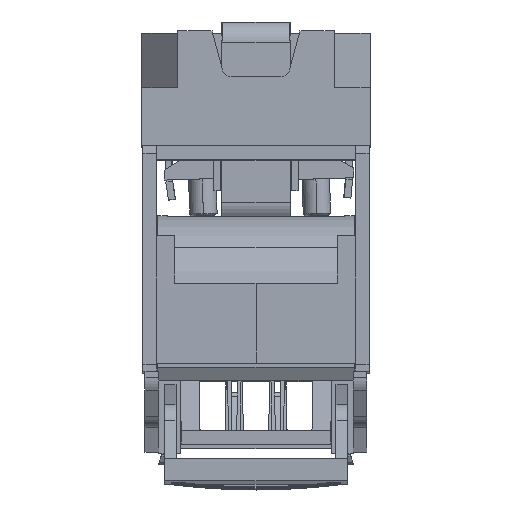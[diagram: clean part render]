
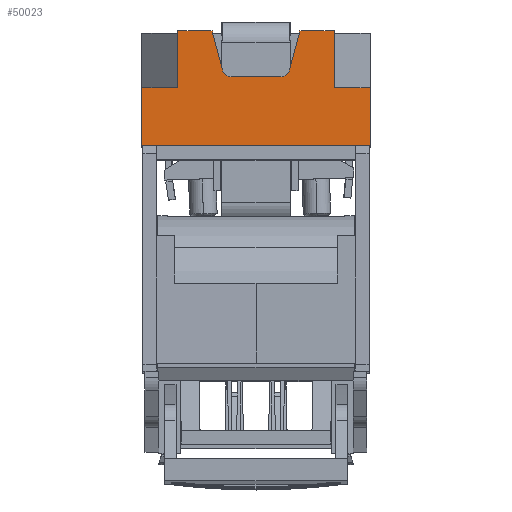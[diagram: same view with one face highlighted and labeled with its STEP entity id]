
A CAD part, top view. The second image highlights one B-rep face of the part: STEP entity #50023.
In plain terms, the highlighted planar face has unit normal (0, 0, 1).
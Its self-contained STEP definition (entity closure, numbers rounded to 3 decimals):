
#49875=AXIS2_PLACEMENT_3D('Plane Axis2P3D',#49872,#49873,#49874) ;
#49888=AXIS2_PLACEMENT_3D('Circle Axis2P3D',#49886,#49887,$) ;
#49902=AXIS2_PLACEMENT_3D('Circle Axis2P3D',#49900,#49901,$) ;
#46997=CARTESIAN_POINT('Vertex',(50.,-54.,277.5)) ;
#47000=CARTESIAN_POINT('Line Origine',(0.,-54.,277.5)) ;
#47004=CARTESIAN_POINT('Vertex',(-50.,-54.,277.5)) ;
#49833=CARTESIAN_POINT('Line Origine',(-50.,-29.,277.5)) ;
#49837=CARTESIAN_POINT('Vertex',(-50.,-29.,277.5)) ;
#49872=CARTESIAN_POINT('Axis2P3D Location',(0.,-4.,277.5)) ;
#49877=CARTESIAN_POINT('Line Origine',(16.811,-13.103,277.5)) ;
#49881=CARTESIAN_POINT('Vertex',(18.936,-5.171,277.5)) ;
#49883=CARTESIAN_POINT('Vertex',(14.685,-21.035,277.5)) ;
#49886=CARTESIAN_POINT('Axis2P3D Location',(10.822,-20.,277.5)) ;
#49890=CARTESIAN_POINT('Vertex',(10.822,-24.,277.5)) ;
#49893=CARTESIAN_POINT('Line Origine',(0.,-24.,277.5)) ;
#49897=CARTESIAN_POINT('Vertex',(-10.822,-24.,277.5)) ;
#49900=CARTESIAN_POINT('Axis2P3D Location',(-10.822,-20.,277.5)) ;
#49904=CARTESIAN_POINT('Vertex',(-14.685,-21.035,277.5)) ;
#49907=CARTESIAN_POINT('Line Origine',(-16.811,-13.103,277.5)) ;
#49911=CARTESIAN_POINT('Vertex',(-18.936,-5.171,277.5)) ;
#49914=CARTESIAN_POINT('Line Origine',(-18.936,-4.585,277.5)) ;
#49918=CARTESIAN_POINT('Vertex',(-18.936,-4.,277.5)) ;
#49921=CARTESIAN_POINT('Line Origine',(-19.093,-4.,277.5)) ;
#49925=CARTESIAN_POINT('Vertex',(-19.25,-4.,277.5)) ;
#49928=CARTESIAN_POINT('Line Origine',(-23.375,-4.,277.5)) ;
#49932=CARTESIAN_POINT('Vertex',(-27.5,-4.,277.5)) ;
#49935=CARTESIAN_POINT('Line Origine',(-30.882,-4.,277.5)) ;
#49939=CARTESIAN_POINT('Vertex',(-34.264,-4.,277.5)) ;
#49942=CARTESIAN_POINT('Line Origine',(-34.264,-16.5,277.5)) ;
#49946=CARTESIAN_POINT('Vertex',(-34.264,-29.,277.5)) ;
#49949=CARTESIAN_POINT('Line Origine',(-42.132,-29.,277.5)) ;
#49954=CARTESIAN_POINT('Line Origine',(50.,-41.5,277.5)) ;
#49958=CARTESIAN_POINT('Vertex',(50.,-29.,277.5)) ;
#49961=CARTESIAN_POINT('Line Origine',(42.132,-29.,277.5)) ;
#49965=CARTESIAN_POINT('Vertex',(34.264,-29.,277.5)) ;
#49968=CARTESIAN_POINT('Line Origine',(34.264,-16.5,277.5)) ;
#49972=CARTESIAN_POINT('Vertex',(34.264,-4.,277.5)) ;
#49975=CARTESIAN_POINT('Line Origine',(30.882,-4.,277.5)) ;
#49979=CARTESIAN_POINT('Vertex',(27.5,-4.,277.5)) ;
#49982=CARTESIAN_POINT('Line Origine',(23.375,-4.,277.5)) ;
#49986=CARTESIAN_POINT('Vertex',(19.25,-4.,277.5)) ;
#49989=CARTESIAN_POINT('Line Origine',(19.093,-4.,277.5)) ;
#49993=CARTESIAN_POINT('Vertex',(18.936,-4.,277.5)) ;
#49996=CARTESIAN_POINT('Line Origine',(18.936,-4.585,277.5)) ;
#47001=DIRECTION('Vector Direction',(1.,0.,0.)) ;
#49834=DIRECTION('Vector Direction',(0.,-1.,0.)) ;
#49873=DIRECTION('Axis2P3D Direction',(-0.,0.,1.)) ;
#49874=DIRECTION('Axis2P3D XDirection',(0.,-1.,0.)) ;
#49878=DIRECTION('Vector Direction',(-0.259,-0.966,0.)) ;
#49887=DIRECTION('Axis2P3D Direction',(-0.,0.,1.)) ;
#49894=DIRECTION('Vector Direction',(-1.,0.,0.)) ;
#49901=DIRECTION('Axis2P3D Direction',(-0.,0.,1.)) ;
#49908=DIRECTION('Vector Direction',(-0.259,0.966,0.)) ;
#49915=DIRECTION('Vector Direction',(0.,-1.,0.)) ;
#49922=DIRECTION('Vector Direction',(1.,0.,0.)) ;
#49929=DIRECTION('Vector Direction',(-1.,0.,0.)) ;
#49936=DIRECTION('Vector Direction',(1.,0.,0.)) ;
#49943=DIRECTION('Vector Direction',(0.,-1.,0.)) ;
#49950=DIRECTION('Vector Direction',(-1.,0.,0.)) ;
#49955=DIRECTION('Vector Direction',(0.,1.,0.)) ;
#49962=DIRECTION('Vector Direction',(-1.,0.,0.)) ;
#49969=DIRECTION('Vector Direction',(0.,-1.,0.)) ;
#49976=DIRECTION('Vector Direction',(1.,0.,0.)) ;
#49983=DIRECTION('Vector Direction',(-1.,0.,0.)) ;
#49990=DIRECTION('Vector Direction',(1.,0.,0.)) ;
#49997=DIRECTION('Vector Direction',(0.,-1.,0.)) ;
#47002=VECTOR('Line Direction',#47001,1.) ;
#49835=VECTOR('Line Direction',#49834,1.) ;
#49879=VECTOR('Line Direction',#49878,1.) ;
#49895=VECTOR('Line Direction',#49894,1.) ;
#49909=VECTOR('Line Direction',#49908,1.) ;
#49916=VECTOR('Line Direction',#49915,1.) ;
#49923=VECTOR('Line Direction',#49922,1.) ;
#49930=VECTOR('Line Direction',#49929,1.) ;
#49937=VECTOR('Line Direction',#49936,1.) ;
#49944=VECTOR('Line Direction',#49943,1.) ;
#49951=VECTOR('Line Direction',#49950,1.) ;
#49956=VECTOR('Line Direction',#49955,1.) ;
#49963=VECTOR('Line Direction',#49962,1.) ;
#49970=VECTOR('Line Direction',#49969,1.) ;
#49977=VECTOR('Line Direction',#49976,1.) ;
#49984=VECTOR('Line Direction',#49983,1.) ;
#49991=VECTOR('Line Direction',#49990,1.) ;
#49998=VECTOR('Line Direction',#49997,1.) ;
#50002=ORIENTED_EDGE('',*,*,#49885,.T.) ;
#50003=ORIENTED_EDGE('',*,*,#49892,.T.) ;
#50004=ORIENTED_EDGE('',*,*,#49899,.T.) ;
#50005=ORIENTED_EDGE('',*,*,#49906,.T.) ;
#50006=ORIENTED_EDGE('',*,*,#49913,.T.) ;
#50007=ORIENTED_EDGE('',*,*,#49920,.F.) ;
#50008=ORIENTED_EDGE('',*,*,#49927,.F.) ;
#50009=ORIENTED_EDGE('',*,*,#49934,.T.) ;
#50010=ORIENTED_EDGE('',*,*,#49941,.F.) ;
#50011=ORIENTED_EDGE('',*,*,#49948,.T.) ;
#50012=ORIENTED_EDGE('',*,*,#49953,.T.) ;
#50013=ORIENTED_EDGE('',*,*,#49839,.T.) ;
#50014=ORIENTED_EDGE('',*,*,#47006,.T.) ;
#50015=ORIENTED_EDGE('',*,*,#49960,.T.) ;
#50016=ORIENTED_EDGE('',*,*,#49967,.T.) ;
#50017=ORIENTED_EDGE('',*,*,#49974,.F.) ;
#50018=ORIENTED_EDGE('',*,*,#49981,.F.) ;
#50019=ORIENTED_EDGE('',*,*,#49988,.T.) ;
#50020=ORIENTED_EDGE('',*,*,#49995,.F.) ;
#50021=ORIENTED_EDGE('',*,*,#50000,.T.) ;
#50023=ADVANCED_FACE('804193_L01_NH-Leistenunterteil Gr.3  L/SL3/9/KM2G-F',(#50022),#49876,.T.) ;
#49889=CIRCLE('generated circle',#49888,4.) ;
#49903=CIRCLE('generated circle',#49902,4.) ;
#47006=EDGE_CURVE('',#47005,#46998,#47003,.T.) ;
#49839=EDGE_CURVE('',#49838,#47005,#49836,.T.) ;
#49885=EDGE_CURVE('',#49882,#49884,#49880,.T.) ;
#49892=EDGE_CURVE('',#49884,#49891,#49889,.F.) ;
#49899=EDGE_CURVE('',#49891,#49898,#49896,.T.) ;
#49906=EDGE_CURVE('',#49898,#49905,#49903,.F.) ;
#49913=EDGE_CURVE('',#49905,#49912,#49910,.T.) ;
#49920=EDGE_CURVE('',#49919,#49912,#49917,.T.) ;
#49927=EDGE_CURVE('',#49926,#49919,#49924,.T.) ;
#49934=EDGE_CURVE('',#49926,#49933,#49931,.T.) ;
#49941=EDGE_CURVE('',#49940,#49933,#49938,.T.) ;
#49948=EDGE_CURVE('',#49940,#49947,#49945,.T.) ;
#49953=EDGE_CURVE('',#49947,#49838,#49952,.T.) ;
#49960=EDGE_CURVE('',#46998,#49959,#49957,.T.) ;
#49967=EDGE_CURVE('',#49959,#49966,#49964,.T.) ;
#49974=EDGE_CURVE('',#49973,#49966,#49971,.T.) ;
#49981=EDGE_CURVE('',#49980,#49973,#49978,.T.) ;
#49988=EDGE_CURVE('',#49980,#49987,#49985,.T.) ;
#49995=EDGE_CURVE('',#49994,#49987,#49992,.T.) ;
#50000=EDGE_CURVE('',#49994,#49882,#49999,.T.) ;
#50001=EDGE_LOOP('',(#50002,#50003,#50004,#50005,#50006,#50007,#50008,#50009,#50010,#50011,#50012,#50013,#50014,#50015,#50016,#50017,#50018,#50019,#50020,#50021)) ;
#50022=FACE_OUTER_BOUND('',#50001,.T.) ;
#47003=LINE('Line',#47000,#47002) ;
#49836=LINE('Line',#49833,#49835) ;
#49880=LINE('Line',#49877,#49879) ;
#49896=LINE('Line',#49893,#49895) ;
#49910=LINE('Line',#49907,#49909) ;
#49917=LINE('Line',#49914,#49916) ;
#49924=LINE('Line',#49921,#49923) ;
#49931=LINE('Line',#49928,#49930) ;
#49938=LINE('Line',#49935,#49937) ;
#49945=LINE('Line',#49942,#49944) ;
#49952=LINE('Line',#49949,#49951) ;
#49957=LINE('Line',#49954,#49956) ;
#49964=LINE('Line',#49961,#49963) ;
#49971=LINE('Line',#49968,#49970) ;
#49978=LINE('Line',#49975,#49977) ;
#49985=LINE('Line',#49982,#49984) ;
#49992=LINE('Line',#49989,#49991) ;
#49999=LINE('Line',#49996,#49998) ;
#49876=PLANE('Plane',#49875) ;
#46998=VERTEX_POINT('',#46997) ;
#47005=VERTEX_POINT('',#47004) ;
#49838=VERTEX_POINT('',#49837) ;
#49882=VERTEX_POINT('',#49881) ;
#49884=VERTEX_POINT('',#49883) ;
#49891=VERTEX_POINT('',#49890) ;
#49898=VERTEX_POINT('',#49897) ;
#49905=VERTEX_POINT('',#49904) ;
#49912=VERTEX_POINT('',#49911) ;
#49919=VERTEX_POINT('',#49918) ;
#49926=VERTEX_POINT('',#49925) ;
#49933=VERTEX_POINT('',#49932) ;
#49940=VERTEX_POINT('',#49939) ;
#49947=VERTEX_POINT('',#49946) ;
#49959=VERTEX_POINT('',#49958) ;
#49966=VERTEX_POINT('',#49965) ;
#49973=VERTEX_POINT('',#49972) ;
#49980=VERTEX_POINT('',#49979) ;
#49987=VERTEX_POINT('',#49986) ;
#49994=VERTEX_POINT('',#49993) ;
